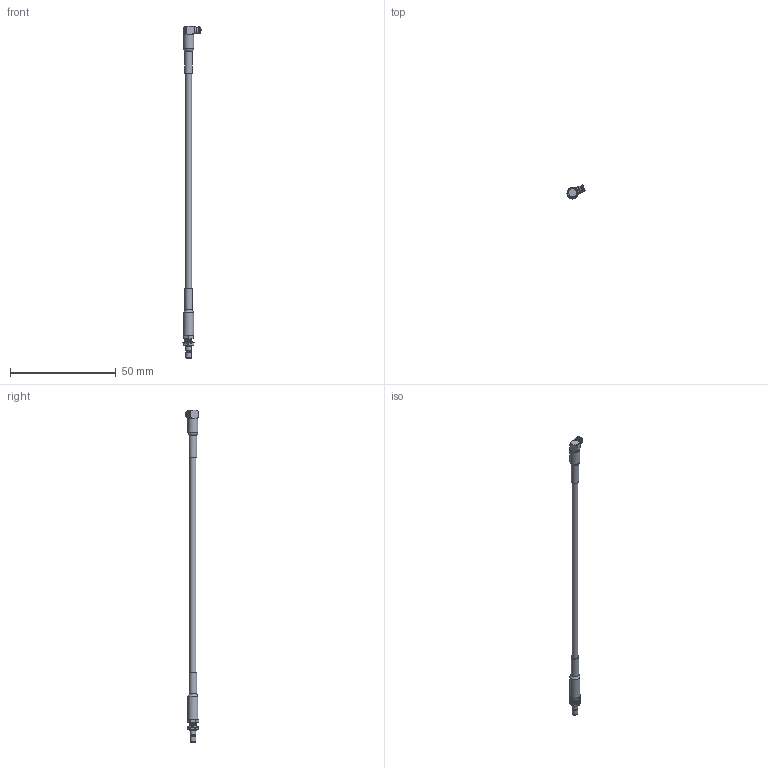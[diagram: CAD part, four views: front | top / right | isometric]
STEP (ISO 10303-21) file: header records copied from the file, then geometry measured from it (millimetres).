
FILE_DESCRIPTION (( 'STEP AP203' ), '1' );
FILE_NAME ('PE3W06084-HS_3D.step', '2022-04-22T14:12:16', ( '' ), ( '' ), 'SwSTEP 2.0', 'SolidWorks 2021', '' );
FILE_SCHEMA (( 'CONFIG_CONTROL_DESIGN' ));
Length unit declared in the file: inch
Products named in the file (4): LMR-100-PVC^PE3W06084-HS_LMR-100A; PE3W06084-HS_3D; PE4336^PE3W06084-HS_Heat Shrink; PE45128^PE3W06084-HS_Heat shrink
Assembly tree (3 placements, depth 2):
  PE3W06084-HS_3D
    LMR-100-PVC^PE3W06084-HS_LMR-100A
    PE45128^PE3W06084-HS_Heat shrink
    PE4336^PE3W06084-HS_Heat Shrink
Bounding box: 8.52 x 6.4 x 156.71 mm (x, y, z)
Volume: 1352.3 mm3; surface area: 1878.1 mm2
Topology: 7 solids, 7 shells, 211 faces, 513 edges, 328 vertices
Faces by surface type: plane 59, cylinder 54, bspline 47, cone 46, torus 5
Full cylindrical faces by diameter (mm): 0.355 x1, 0.381 x1, 0.635 x2, 0.646 x1, 1.31 x1, 2.052 x1, 2.057 x1, 2.289 x1, 2.565 x1, 2.62 x2, 2.794 x1, 2.822 x1, 3.516 x1, 3.556 x2, 3.862 x1, 4.75 x2, 5.317 x1
Entity records: 13762 total; most frequent: CARTESIAN_POINT 9084, ORIENTED_EDGE 950, DIRECTION 730, EDGE_CURVE 475, VERTEX_POINT 321, AXIS2_PLACEMENT_3D 310, EDGE_LOOP 260, FACE_OUTER_BOUND 235
